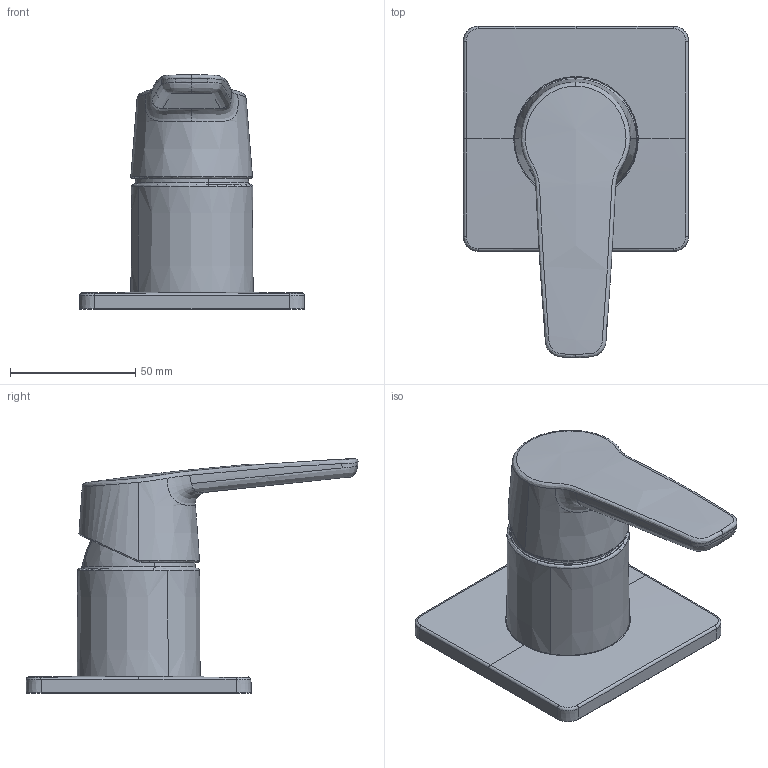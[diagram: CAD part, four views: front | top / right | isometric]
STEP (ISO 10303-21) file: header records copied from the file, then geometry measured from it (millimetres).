
FILE_DESCRIPTION (( 'STEP AP203' ), '1' );
FILE_NAME ('3983+50629993.STEP', '2018-06-07T06:11:14', ( '' ), ( '' ), 'SwSTEP 2.0', 'SolidWorks 2016', '' );
FILE_SCHEMA (( 'CONFIG_CONTROL_DESIGN' ));
Length unit declared in the file: millimetre
Products named in the file (1): 3983+50629993
Bounding box: 90 x 132.68 x 93.7 mm (x, y, z)
Volume: 209640.6 mm3; surface area: 34412.9 mm2
Topology: 1 solids, 1 shells, 80 faces, 216 edges, 140 vertices
Faces by surface type: bspline 39, torus 12, cylinder 11, plane 9, cone 7, sphere 2
Entity records: 12392 total; most frequent: CARTESIAN_POINT 10624, ORIENTED_EDGE 432, DIRECTION 253, EDGE_CURVE 216, VERTEX_POINT 140, AXIS2_PLACEMENT_3D 112, B_SPLINE_CURVE_WITH_KNOTS 108, EDGE_LOOP 82
